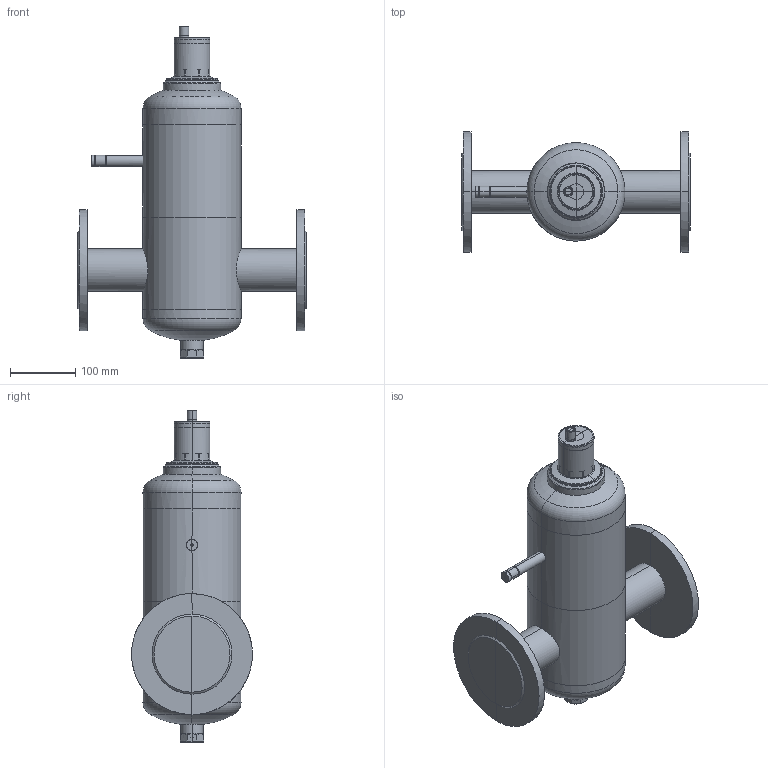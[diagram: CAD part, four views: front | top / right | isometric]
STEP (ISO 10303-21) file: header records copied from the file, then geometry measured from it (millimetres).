
FILE_DESCRIPTION(('CATIA V5 STEP Exchange','CAx-IF Rec.Pracs.--- Model Styling and Organization---1.5--- 2016-08-15','CAx-IF Rec.Pracs.---Supplemental Geometry---1.0---2011-11-01','CAx-IF Rec.Pracs.--- Composite Materials ---3.4---2017-06-13','CAx-IF Rec.Pracs.---Tessellated 3D Geometry---1.0---2015-12-17'),'2;1');
FILE_NAME('STEP_551062_-_TST.stp','2023-05-11T17:27:37+00:00',('none'),('none'),'CATIA Version 5-6 Release 2020 SP5','CATIA V5 STEP AP242 v2','none');
FILE_SCHEMA(('AP242_MANAGED_MODEL_BASED_3D_ENGINEERING_MIM_LF {1 0 10303 442 1 1 4}'));
Length unit declared in the file: millimetre
Products named in the file (1): 551062 - TST
Bounding box: 350 x 184.98 x 508 mm (x, y, z)
Volume: 8237789.4 mm3; surface area: 410619.2 mm2
Topology: 10 solids, 10 shells, 211 faces, 461 edges, 271 vertices
Faces by surface type: plane 105, cylinder 66, cone 20, torus 20
Entity records: 7082 total; most frequent: CARTESIAN_POINT 3501, ORIENTED_EDGE 922, EDGE_CURVE 461, DIRECTION 422, B_SPLINE_CURVE_WITH_KNOTS 393, VERTEX_POINT 271, AXIS2_PLACEMENT_3D 212, EDGE_LOOP 212
